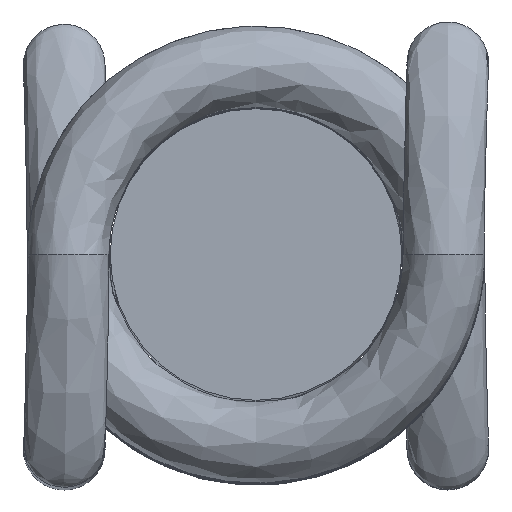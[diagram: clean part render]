
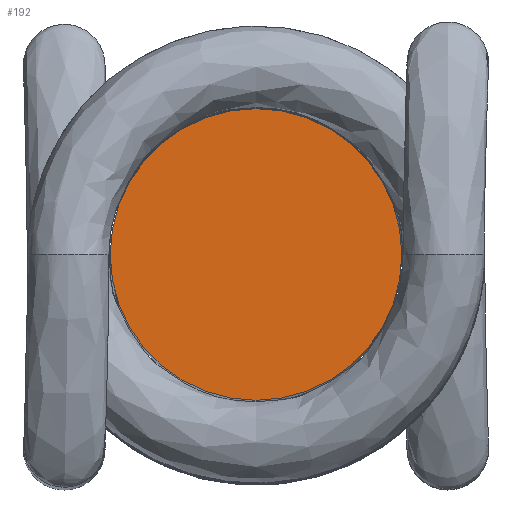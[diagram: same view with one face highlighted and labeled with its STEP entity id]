
A CAD part, top view. The second image highlights one B-rep face of the part: STEP entity #192.
In plain terms, the highlighted planar face has unit normal (0, 0, 1).
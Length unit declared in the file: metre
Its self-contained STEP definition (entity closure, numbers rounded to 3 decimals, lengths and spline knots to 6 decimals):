
#42=PLANE('',#252);
#51=ORIENTED_EDGE('',*,*,#81,.T.);
#81=EDGE_CURVE('',#97,#97,#113,.T.);
#97=VERTEX_POINT('',#326);
#113=CIRCLE('',#250,0.0025);
#123=EDGE_LOOP('',(#51));
#155=FACE_BOUND('',#123,.T.);
#192=ADVANCED_FACE('',(#155),#42,.T.);
#250=AXIS2_PLACEMENT_3D('',#325,#277,#278);
#252=AXIS2_PLACEMENT_3D('',#329,#281,#282);
#277=DIRECTION('',(0.,0.,1.));
#278=DIRECTION('',(1.,0.,0.));
#281=DIRECTION('',(0.,0.,1.));
#282=DIRECTION('',(1.,0.,0.));
#325=CARTESIAN_POINT('',(0.,0.,0.024));
#326=CARTESIAN_POINT('',(0.0025,0.,0.024));
#329=CARTESIAN_POINT('',(0.,0.,0.024));
